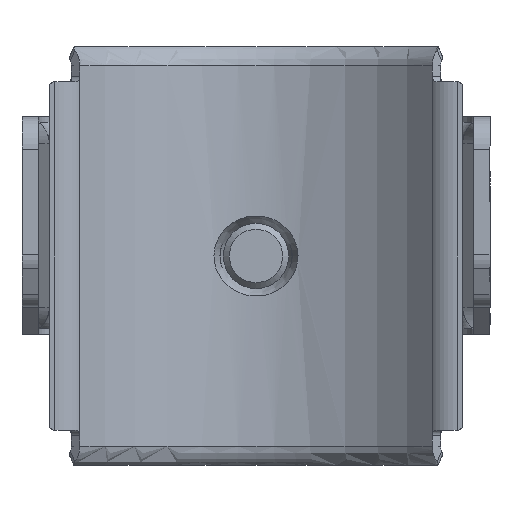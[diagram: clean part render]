
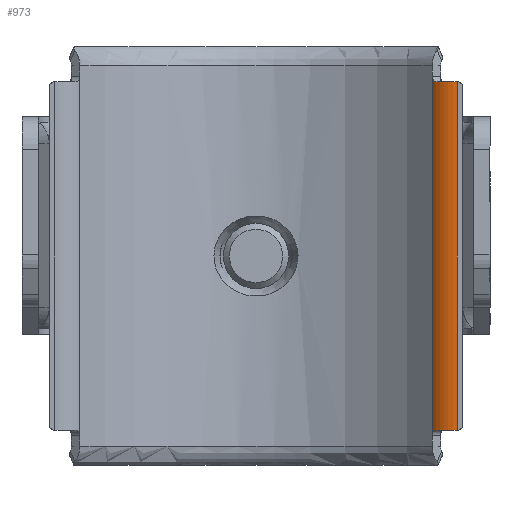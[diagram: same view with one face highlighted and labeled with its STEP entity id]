
A CAD part, front view. The second image highlights one B-rep face of the part: STEP entity #973.
In plain terms, the highlighted cylindrical face has radius 3 mm (diameter 6 mm), a partial arc.
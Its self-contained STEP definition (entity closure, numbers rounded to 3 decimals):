
#198 = AXIS2_PLACEMENT_3D ( 'NONE', #2711, #2708, #2707 ) ;
#304 = VECTOR ( 'NONE', #5049, 1000. ) ;
#307 = LINE ( 'NONE', #5042, #304 ) ;
#312 = CIRCLE ( 'NONE', #3223, 3. ) ;
#314 = VECTOR ( 'NONE', #5037, 1000. ) ;
#351 = CIRCLE ( 'NONE', #3224, 3. ) ;
#363 = EDGE_LOOP ( 'NONE', ( #1533, #1532, #1531, #1530, #1529, #1528 ) ) ;
#400 = LINE ( 'NONE', #5031, #314 ) ;
#499 = VERTEX_POINT ( 'NONE', #3888 ) ;
#501 = VERTEX_POINT ( 'NONE', #3890 ) ;
#502 = VERTEX_POINT ( 'NONE', #3891 ) ;
#503 = VERTEX_POINT ( 'NONE', #3892 ) ;
#504 = VERTEX_POINT ( 'NONE', #3893 ) ;
#507 = VERTEX_POINT ( 'NONE', #3896 ) ;
#973 = ADVANCED_FACE ( 'NONE', ( #2893 ), #2887, .T. ) ;
#1528 = ORIENTED_EDGE ( 'NONE', *, *, #3444, .T. ) ;
#1529 = ORIENTED_EDGE ( 'NONE', *, *, #3445, .F. ) ;
#1530 = ORIENTED_EDGE ( 'NONE', *, *, #3446, .T. ) ;
#1531 = ORIENTED_EDGE ( 'NONE', *, *, #3447, .T. ) ;
#1532 = ORIENTED_EDGE ( 'NONE', *, *, #3451, .T. ) ;
#1533 = ORIENTED_EDGE ( 'NONE', *, *, #3448, .F. ) ;
#2707 = DIRECTION ( 'NONE',  ( -1., 0., 0. ) ) ;
#2708 = DIRECTION ( 'NONE',  ( 0., 0., -1. ) ) ;
#2711 = CARTESIAN_POINT ( 'NONE',  ( 18.5, 6.711, 17.5 ) ) ;
#2887 = CYLINDRICAL_SURFACE ( 'NONE', #198, 3. ) ;
#2893 = FACE_OUTER_BOUND ( 'NONE', #363, .T. ) ;
#3223 = AXIS2_PLACEMENT_3D ( 'NONE', #5043, #5044, #5045 ) ;
#3224 = AXIS2_PLACEMENT_3D ( 'NONE', #5046, #5047, #5048 ) ;
#3444 = EDGE_CURVE ( 'NONE', #502, #501, #3581, .T. ) ;
#3445 = EDGE_CURVE ( 'NONE', #502, #499, #400, .T. ) ;
#3446 = EDGE_CURVE ( 'NONE', #504, #499, #3615, .T. ) ;
#3447 = EDGE_CURVE ( 'NONE', #507, #504, #312, .T. ) ;
#3448 = EDGE_CURVE ( 'NONE', #503, #501, #351, .T. ) ;
#3451 = EDGE_CURVE ( 'NONE', #503, #507, #307, .T. ) ;
#3581 = B_SPLINE_CURVE_WITH_KNOTS ( 'NONE', 3,
 ( #5025, #5026, #5033, #5034, #5035, #5036 ),
 .UNSPECIFIED., .F., .F.,
 ( 4, 2, 4 ),
 ( 0., 0., 0.001 ),
 .UNSPECIFIED. ) ;
#3615 = B_SPLINE_CURVE_WITH_KNOTS ( 'NONE', 3,
 ( #5030, #5032, #5038, #5039, #5040, #5041 ),
 .UNSPECIFIED., .F., .F.,
 ( 4, 2, 4 ),
 ( 0., 0., 0.001 ),
 .UNSPECIFIED. ) ;
#3888 = CARTESIAN_POINT ( 'NONE',  ( 16.188, 8.622, -16.5 ) ) ;
#3890 = CARTESIAN_POINT ( 'NONE',  ( 16.538, 8.981, 16. ) ) ;
#3891 = CARTESIAN_POINT ( 'NONE',  ( 16.188, 8.622, 16.5 ) ) ;
#3892 = CARTESIAN_POINT ( 'NONE',  ( 18.5, 9.711, 16. ) ) ;
#3893 = CARTESIAN_POINT ( 'NONE',  ( 16.538, 8.981, -16. ) ) ;
#3896 = CARTESIAN_POINT ( 'NONE',  ( 18.5, 9.711, -16. ) ) ;
#5025 = CARTESIAN_POINT ( 'NONE',  ( 16.188, 8.622, 16.5 ) ) ;
#5026 = CARTESIAN_POINT ( 'NONE',  ( 16.188, 8.622, 16.368 ) ) ;
#5030 = CARTESIAN_POINT ( 'NONE',  ( 16.538, 8.981, -16. ) ) ;
#5031 = CARTESIAN_POINT ( 'NONE',  ( 16.188, 8.622, 17.5 ) ) ;
#5032 = CARTESIAN_POINT ( 'NONE',  ( 16.438, 8.894, -16. ) ) ;
#5033 = CARTESIAN_POINT ( 'NONE',  ( 16.222, 8.665, 16.238 ) ) ;
#5034 = CARTESIAN_POINT ( 'NONE',  ( 16.346, 8.802, 16.054 ) ) ;
#5035 = CARTESIAN_POINT ( 'NONE',  ( 16.438, 8.894, 16. ) ) ;
#5036 = CARTESIAN_POINT ( 'NONE',  ( 16.538, 8.981, 16. ) ) ;
#5037 = DIRECTION ( 'NONE',  ( 0., 0., -1. ) ) ;
#5038 = CARTESIAN_POINT ( 'NONE',  ( 16.347, 8.802, -16.053 ) ) ;
#5039 = CARTESIAN_POINT ( 'NONE',  ( 16.222, 8.665, -16.238 ) ) ;
#5040 = CARTESIAN_POINT ( 'NONE',  ( 16.188, 8.622, -16.368 ) ) ;
#5041 = CARTESIAN_POINT ( 'NONE',  ( 16.188, 8.622, -16.5 ) ) ;
#5042 = CARTESIAN_POINT ( 'NONE',  ( 18.5, 9.711, 17.5 ) ) ;
#5043 = CARTESIAN_POINT ( 'NONE',  ( 18.5, 6.711, -16. ) ) ;
#5044 = DIRECTION ( 'NONE',  ( 0., 0., 1. ) ) ;
#5045 = DIRECTION ( 'NONE',  ( 1., 0., 0. ) ) ;
#5046 = CARTESIAN_POINT ( 'NONE',  ( 18.5, 6.711, 16. ) ) ;
#5047 = DIRECTION ( 'NONE',  ( 0., 0., 1. ) ) ;
#5048 = DIRECTION ( 'NONE',  ( 1., 0., 0. ) ) ;
#5049 = DIRECTION ( 'NONE',  ( 0., 0., -1. ) ) ;
